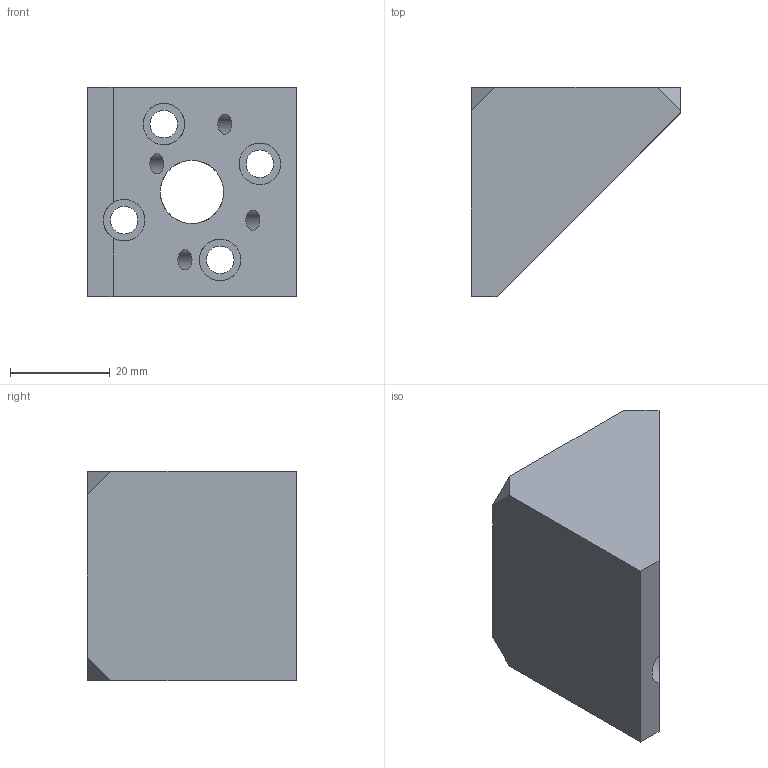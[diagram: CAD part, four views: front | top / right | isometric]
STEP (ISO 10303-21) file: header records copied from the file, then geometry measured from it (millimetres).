
FILE_DESCRIPTION(/* description */ ('Alibre Inc.'),/* implementation_level */ '2;1');
FILE_NAME(/* name */ 'export0',/* time_stamp */ '2017-08-12T15:12:13-07:00',/* author */ (''),/* organization */ (''),/* preprocessor_version */ 'ST-DEVELOPER v14',/* originating_system */ 'Alibre',/* authorisation */ '');
FILE_SCHEMA (('CONFIG_CONTROL_DESIGN'));
Length unit declared in the file: centimetre
Products named in the file (1): ID_1
Bounding box: 41.91 x 41.91 x 41.91 mm (x, y, z)
Volume: 36010.4 mm3; surface area: 11820.1 mm2
Topology: 1 solids, 1 shells, 32 faces, 85 edges, 59 vertices
Faces by surface type: plane 19, cylinder 13
Full cylindrical faces by diameter (mm): 4.039 x4, 5.563 x4, 8.331 x4, 12.7 x1
Entity records: 965 total; most frequent: CARTESIAN_POINT 180, DIRECTION 130, ORIENTED_EDGE 118, EDGE_LOOP 64, FACE_BOUND 64, AXIS2_PLACEMENT_3D 61, EDGE_CURVE 59, VERTEX_POINT 47
